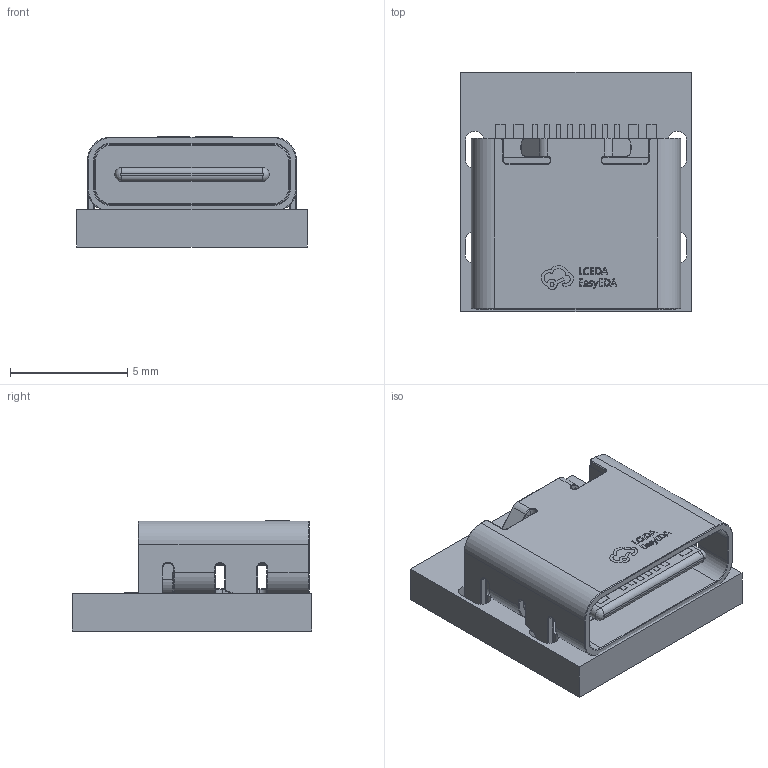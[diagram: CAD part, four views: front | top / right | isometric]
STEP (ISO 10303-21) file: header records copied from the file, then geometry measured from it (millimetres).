
FILE_DESCRIPTION(('Designed by EasyEDA Pro'),'2;1');
FILE_NAME('Open CASCADE Shape Model','2024-07-17T02:27:59',('Author'),( 'Open CASCADE'),'Open CASCADE STEP processor 7.8','Open CASCADE 7.8' ,'Unknown');
FILE_SCHEMA(('AUTOMOTIVE_DESIGN { 1 0 10303 214 1 1 1 1 }'));
Length unit declared in the file: millimetre
Products named in the file (7): PCBModel; TopTrack; BottomTrack; Board; ovWv-U2; USB-C_SMD-TYPE-C-31-M-12; COMPOUND
Assembly tree (6 placements, depth 4):
  PCBModel
    TopTrack
    BottomTrack
    Board
    ovWv-U2
      USB-C_SMD-TYPE-C-31-M-12
        COMPOUND
Bounding box: 9.83 x 10.23 x 4.7 mm (x, y, z)
Volume: 279.2 mm3; surface area: 672.3 mm2
Topology: 15 solids, 15 shells, 845 faces, 2108 edges, 1314 vertices
Faces by surface type: plane 416, cylinder 191, torus 116, bspline 116, revolution 6
Entity records: 34125 total; most frequent: CARTESIAN_POINT 6486, ORIENTED_EDGE 4212, DIRECTION 3870, EDGE_CURVE 2106, LINE 1336, VECTOR 1336, VERTEX_POINT 1314, AXIS2_PLACEMENT_3D 1264
